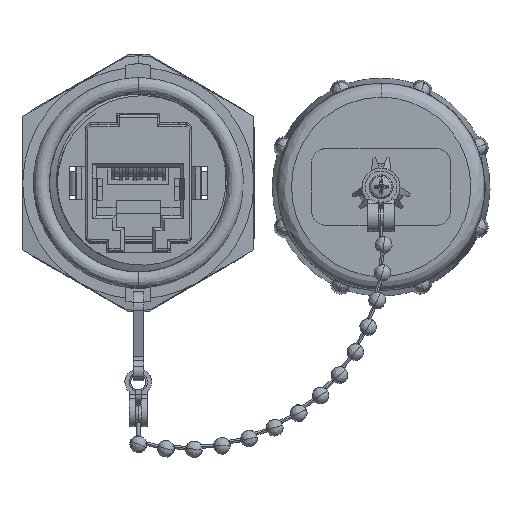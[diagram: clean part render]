
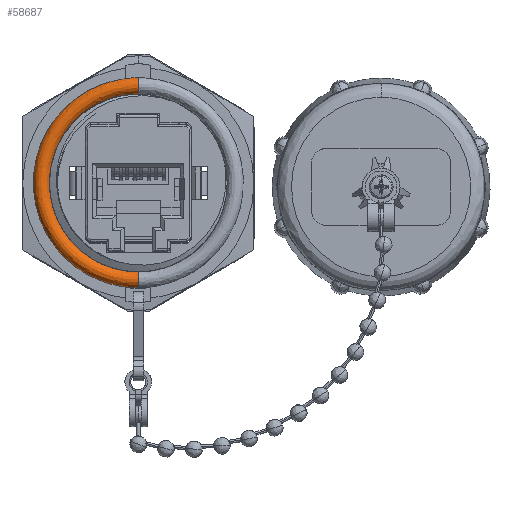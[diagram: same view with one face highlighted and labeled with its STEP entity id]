
A CAD part, top view. The second image highlights one B-rep face of the part: STEP entity #58687.
In plain terms, the highlighted free-form (B-spline) face has degree [3, 3] with [7, 4] control points.
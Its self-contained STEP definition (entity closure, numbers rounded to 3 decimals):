
#2696 = CARTESIAN_POINT ( 'NONE',  ( -25.066, 12.558, 8.61 ) ) ;
#3529 = CARTESIAN_POINT ( 'NONE',  ( -29.934, 14.992, 8.61 ) ) ;
#3935 = CARTESIAN_POINT ( 'NONE',  ( 0., -14.869, 7.885 ) ) ;
#4349 = CARTESIAN_POINT ( 'NONE',  ( 0., 14.919, 7.885 ) ) ;
#4735 = CARTESIAN_POINT ( 'NONE',  ( 0., 12.625, 8.679 ) ) ;
#5693 = CARTESIAN_POINT ( 'NONE',  ( 0., -14.875, 8. ) ) ;
#6107 = CARTESIAN_POINT ( 'NONE',  ( -29.8, 14.925, 8. ) ) ;
#7959 = EDGE_CURVE ( 'NONE', #75932, #78127, #24152, .T. ) ;
#8399 = CARTESIAN_POINT ( 'NONE',  ( 0., 14.925, 8. ) ) ;
#9385 = CARTESIAN_POINT ( 'NONE',  ( 0., -13.725, 9.15 ) ) ;
#9641 = ORIENTED_EDGE ( 'NONE', *, *, #82515, .T. ) ;
#12019 = ORIENTED_EDGE ( 'NONE', *, *, #65907, .T. ) ;
#12875 = CARTESIAN_POINT ( 'NONE',  ( 0., 12.625, 8. ) ) ;
#15649 = CARTESIAN_POINT ( 'NONE',  ( -27.5, -13.725, 9.15 ) ) ;
#16481 = CARTESIAN_POINT ( 'NONE',  ( 0., -14.453, 9.15 ) ) ;
#17418 = CARTESIAN_POINT ( 'NONE',  ( 0., -14.875, 8.679 ) ) ;
#18655 = CARTESIAN_POINT ( 'NONE',  ( 0., -13.725, 9.15 ) ) ;
#19480 = CARTESIAN_POINT ( 'NONE',  ( -29.8, -14.875, 8. ) ) ;
#21231 = EDGE_CURVE ( 'NONE', #43108, #75932, #36047, .T. ) ;
#22356 = CARTESIAN_POINT ( 'NONE',  ( -29.789, 14.919, 7.885 ) ) ;
#23183 = CARTESIAN_POINT ( 'NONE',  ( 0., 12.558, 8.61 ) ) ;
#23300 = CARTESIAN_POINT ( 'NONE',  ( 0., -12.575, 8.679 ) ) ;
#24131 = CARTESIAN_POINT ( 'NONE',  ( 0., -13.057, 9.15 ) ) ;
#24152 =( BOUNDED_CURVE ( )  B_SPLINE_CURVE ( 3, ( #26410, #51967, #77495, #39386 ),
 .UNSPECIFIED., .F., .F. ) 
 B_SPLINE_CURVE_WITH_KNOTS ( ( 4, 4 ),
 ( 0., 1. ),
 .UNSPECIFIED. ) 
 CURVE ( )  GEOMETRIC_REPRESENTATION_ITEM ( )  RATIONAL_B_SPLINE_CURVE ( ( 0.959, 0.32, 0.32, 0.959 ) ) 
 REPRESENTATION_ITEM ( '' )  );
#25980 = ORIENTED_EDGE ( 'NONE', *, *, #7959, .T. ) ;
#26410 = CARTESIAN_POINT ( 'NONE',  ( 0., -12.575, 8. ) ) ;
#28227 = CARTESIAN_POINT ( 'NONE',  ( 0., 13.775, 9.15 ) ) ;
#28473 = CARTESIAN_POINT ( 'NONE',  ( 0., -14.875, 8. ) ) ;
#28639 = CARTESIAN_POINT ( 'NONE',  ( 0., -12.997, 9.15 ) ) ;
#29451 = CARTESIAN_POINT ( 'NONE',  ( 0., 13.775, 9.15 ) ) ;
#31622 = EDGE_LOOP ( 'NONE', ( #12019, #9641, #66574, #25980 ) ) ;
#34911 = CARTESIAN_POINT ( 'NONE',  ( -26.043, -12.997, 9.15 ) ) ;
#35333 = CARTESIAN_POINT ( 'NONE',  ( -28.957, -14.453, 9.15 ) ) ;
#35724 = CARTESIAN_POINT ( 'NONE',  ( 0., 12.625, 8. ) ) ;
#36047 =( BOUNDED_CURVE ( )  B_SPLINE_CURVE ( 3, ( #5693, #17418, #81488, #18655, #24131, #23300, #81908 ),
 .UNSPECIFIED., .F., .T. ) 
 B_SPLINE_CURVE_WITH_KNOTS ( ( 4, 3, 4 ),
 ( 0., 0.5, 1. ),
 .UNSPECIFIED. ) 
 CURVE ( )  GEOMETRIC_REPRESENTATION_ITEM ( )  RATIONAL_B_SPLINE_CURVE ( ( 0.959, 0.782, 0.795, 1., 0.795, 0.782, 0.959 ) ) 
 REPRESENTATION_ITEM ( '' )  );
#37920 = CARTESIAN_POINT ( 'NONE',  ( 0., 14.925, 8. ) ) ;
#39162 = CARTESIAN_POINT ( 'NONE',  ( 0., -14.875, 8. ) ) ;
#39386 = CARTESIAN_POINT ( 'NONE',  ( 0., 12.625, 8. ) ) ;
#40812 = CARTESIAN_POINT ( 'NONE',  ( -25.211, 12.631, 7.885 ) ) ;
#41223 = FACE_OUTER_BOUND ( 'NONE', #31622, .T. ) ;
#41639 = CARTESIAN_POINT ( 'NONE',  ( 0., -12.581, 7.885 ) ) ;
#42051 = CARTESIAN_POINT ( 'NONE',  ( -27.5, 13.775, 9.15 ) ) ;
#43108 = VERTEX_POINT ( 'NONE', #28473 ) ;
#43135 = VERTEX_POINT ( 'NONE', #8399 ) ;
#43261 = CARTESIAN_POINT ( 'NONE',  ( 0., 14.925, 8.679 ) ) ;
#45852 =( BOUNDED_CURVE ( )  B_SPLINE_CURVE ( 3, ( #37920, #6107, #19480, #39162 ),
 .UNSPECIFIED., .F., .F. ) 
 B_SPLINE_CURVE_WITH_KNOTS ( ( 4, 4 ),
 ( 0., 1. ),
 .UNSPECIFIED. ) 
 CURVE ( )  GEOMETRIC_REPRESENTATION_ITEM ( )  RATIONAL_B_SPLINE_CURVE ( ( 0.959, 0.32, 0.32, 0.959 ) ) 
 REPRESENTATION_ITEM ( '' )  );
#49540 = CARTESIAN_POINT ( 'NONE',  ( 0., 14.443, 9.15 ) ) ;
#51967 = CARTESIAN_POINT ( 'NONE',  ( -25.2, -12.575, 8. ) ) ;
#53970 = CARTESIAN_POINT ( 'NONE',  ( 0., -12.575, 8. ) ) ;
#54213 = CARTESIAN_POINT ( 'NONE',  ( -28.957, 14.503, 9.15 ) ) ;
#54618 = CARTESIAN_POINT ( 'NONE',  ( 0., 12.631, 7.885 ) ) ;
#55475 =( BOUNDED_CURVE ( )  B_SPLINE_CURVE ( 3, ( #35724, #4735, #61273, #29451, #49540, #43261, #62514 ),
 .UNSPECIFIED., .F., .F. ) 
 B_SPLINE_CURVE_WITH_KNOTS ( ( 4, 3, 4 ),
 ( 0., 0.5, 1. ),
 .UNSPECIFIED. ) 
 CURVE ( )  GEOMETRIC_REPRESENTATION_ITEM ( )  RATIONAL_B_SPLINE_CURVE ( ( 0.959, 0.782, 0.795, 1., 0.795, 0.782, 0.959 ) ) 
 REPRESENTATION_ITEM ( '' )  );
#58687 = ADVANCED_FACE ( 'NONE', ( #41223 ), #65985, .T. ) ;
#60049 = CARTESIAN_POINT ( 'NONE',  ( -25.211, -12.581, 7.885 ) ) ;
#60464 = CARTESIAN_POINT ( 'NONE',  ( 0., 14.503, 9.15 ) ) ;
#60889 = CARTESIAN_POINT ( 'NONE',  ( 0., 14.992, 8.61 ) ) ;
#61273 = CARTESIAN_POINT ( 'NONE',  ( 0., 13.107, 9.15 ) ) ;
#61300 = CARTESIAN_POINT ( 'NONE',  ( -29.789, -14.869, 7.885 ) ) ;
#62514 = CARTESIAN_POINT ( 'NONE',  ( 0., 14.925, 8. ) ) ;
#65907 = EDGE_CURVE ( 'NONE', #78127, #43135, #55475, .T. ) ;
#65985 =( BOUNDED_SURFACE ( )  B_SPLINE_SURFACE ( 3, 3, ( 
 ( #54618, #40812, #60049, #41639 ),
 ( #23183, #2696, #73015, #78901 ),
 ( #80547, #66744, #34911, #28639 ),
 ( #28227, #42051, #15649, #9385 ),
 ( #60464, #54213, #35333, #16481 ),
 ( #60889, #3529, #80137, #79726 ),
 ( #4349, #22356, #61300, #3935 ) ),
 .UNSPECIFIED., .F., .F., .F. ) 
 B_SPLINE_SURFACE_WITH_KNOTS ( ( 4, 3, 4 ),
 ( 4, 4 ),
 ( 0., 0.5, 1. ),
 ( 0., 1. ),
 .UNSPECIFIED. ) 
 GEOMETRIC_REPRESENTATION_ITEM ( )  RATIONAL_B_SPLINE_SURFACE ( (
 ( 1., 0.333, 0.333, 1.),
 ( 0.781, 0.26, 0.26, 0.781),
 ( 0.781, 0.26, 0.26, 0.781),
 ( 1., 0.333, 0.333, 1.),
 ( 0.781, 0.26, 0.26, 0.781),
 ( 0.781, 0.26, 0.26, 0.781),
 ( 1., 0.333, 0.333, 1.) ) ) 
 REPRESENTATION_ITEM ( '' )  SURFACE ( )  );
#66574 = ORIENTED_EDGE ( 'NONE', *, *, #21231, .T. ) ;
#66744 = CARTESIAN_POINT ( 'NONE',  ( -26.043, 13.047, 9.15 ) ) ;
#73015 = CARTESIAN_POINT ( 'NONE',  ( -25.066, -12.508, 8.61 ) ) ;
#75932 = VERTEX_POINT ( 'NONE', #53970 ) ;
#77495 = CARTESIAN_POINT ( 'NONE',  ( -25.2, 12.625, 8. ) ) ;
#78127 = VERTEX_POINT ( 'NONE', #12875 ) ;
#78901 = CARTESIAN_POINT ( 'NONE',  ( 0., -12.508, 8.61 ) ) ;
#79726 = CARTESIAN_POINT ( 'NONE',  ( 0., -14.942, 8.61 ) ) ;
#80137 = CARTESIAN_POINT ( 'NONE',  ( -29.934, -14.942, 8.61 ) ) ;
#80547 = CARTESIAN_POINT ( 'NONE',  ( 0., 13.047, 9.15 ) ) ;
#81488 = CARTESIAN_POINT ( 'NONE',  ( 0., -14.393, 9.15 ) ) ;
#81908 = CARTESIAN_POINT ( 'NONE',  ( 0., -12.575, 8. ) ) ;
#82515 = EDGE_CURVE ( 'NONE', #43135, #43108, #45852, .T. ) ;
